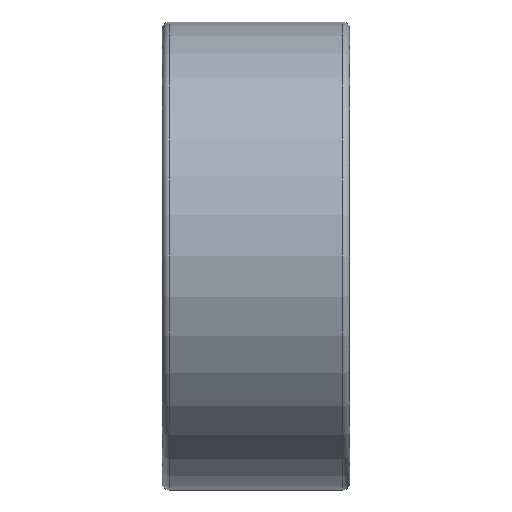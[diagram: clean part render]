
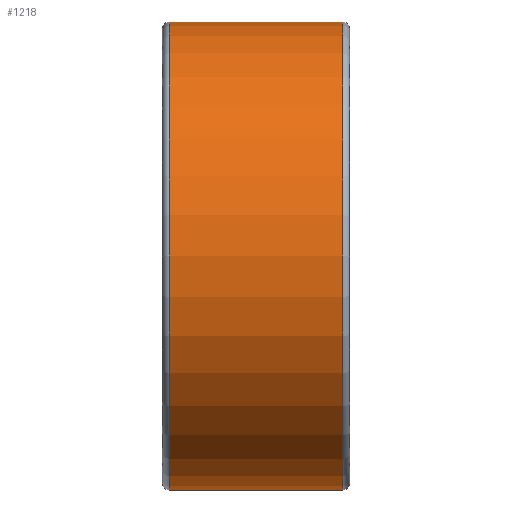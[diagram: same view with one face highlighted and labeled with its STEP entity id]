
A CAD part, front view. The second image highlights one B-rep face of the part: STEP entity #1218.
In plain terms, the highlighted cylindrical face has radius 5 mm (diameter 10 mm), a full revolution.
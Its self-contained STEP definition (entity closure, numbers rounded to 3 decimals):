
#154=CYLINDRICAL_SURFACE('',#1415,5.);
#174=FACE_OUTER_BOUND('',#237,.T.);
#237=EDGE_LOOP('',(#893,#894,#895,#896,#897,#898,#899,#900));
#324=LINE('',#2079,#348);
#348=VECTOR('',#1667,5.);
#392=CIRCLE('',#1411,5.);
#393=CIRCLE('',#1412,5.);
#394=CIRCLE('',#1413,5.);
#396=CIRCLE('',#1416,5.);
#397=CIRCLE('',#1417,5.);
#398=CIRCLE('',#1418,5.);
#518=VERTEX_POINT('',#2066);
#519=VERTEX_POINT('',#2067);
#520=VERTEX_POINT('',#2069);
#521=VERTEX_POINT('',#2074);
#522=VERTEX_POINT('',#2075);
#523=VERTEX_POINT('',#2077);
#677=EDGE_CURVE('',#518,#519,#392,.T.);
#678=EDGE_CURVE('',#520,#518,#393,.T.);
#679=EDGE_CURVE('',#519,#520,#394,.T.);
#681=EDGE_CURVE('',#521,#522,#396,.T.);
#682=EDGE_CURVE('',#523,#521,#397,.T.);
#683=EDGE_CURVE('',#523,#520,#324,.T.);
#684=EDGE_CURVE('',#522,#523,#398,.T.);
#893=ORIENTED_EDGE('',*,*,#681,.F.);
#894=ORIENTED_EDGE('',*,*,#682,.F.);
#895=ORIENTED_EDGE('',*,*,#683,.T.);
#896=ORIENTED_EDGE('',*,*,#678,.T.);
#897=ORIENTED_EDGE('',*,*,#677,.T.);
#898=ORIENTED_EDGE('',*,*,#679,.T.);
#899=ORIENTED_EDGE('',*,*,#683,.F.);
#900=ORIENTED_EDGE('',*,*,#684,.F.);
#1218=ADVANCED_FACE('',(#174),#154,.T.);
#1411=AXIS2_PLACEMENT_3D('',#2068,#1653,#1654);
#1412=AXIS2_PLACEMENT_3D('',#2070,#1655,#1656);
#1413=AXIS2_PLACEMENT_3D('',#2071,#1657,#1658);
#1415=AXIS2_PLACEMENT_3D('',#2073,#1661,#1662);
#1416=AXIS2_PLACEMENT_3D('',#2076,#1663,#1664);
#1417=AXIS2_PLACEMENT_3D('',#2078,#1665,#1666);
#1418=AXIS2_PLACEMENT_3D('',#2080,#1668,#1669);
#1653=DIRECTION('center_axis',(1.,0.,0.));
#1654=DIRECTION('ref_axis',(0.,1.,0.));
#1655=DIRECTION('center_axis',(1.,0.,0.));
#1656=DIRECTION('ref_axis',(0.,1.,0.));
#1657=DIRECTION('center_axis',(1.,0.,0.));
#1658=DIRECTION('ref_axis',(0.,1.,0.));
#1661=DIRECTION('center_axis',(1.,0.,0.));
#1662=DIRECTION('ref_axis',(0.,1.,0.));
#1663=DIRECTION('center_axis',(1.,0.,0.));
#1664=DIRECTION('ref_axis',(0.,1.,0.));
#1665=DIRECTION('center_axis',(1.,0.,0.));
#1666=DIRECTION('ref_axis',(0.,1.,0.));
#1667=DIRECTION('',(-1.,0.,0.));
#1668=DIRECTION('center_axis',(1.,0.,0.));
#1669=DIRECTION('ref_axis',(0.,1.,0.));
#2066=CARTESIAN_POINT('',(0.15,5.,0.));
#2067=CARTESIAN_POINT('',(0.15,0.,5.));
#2068=CARTESIAN_POINT('Origin',(0.15,0.,0.));
#2069=CARTESIAN_POINT('',(0.15,-5.,0.));
#2070=CARTESIAN_POINT('Origin',(0.15,0.,0.));
#2071=CARTESIAN_POINT('Origin',(0.15,0.,0.));
#2073=CARTESIAN_POINT('Origin',(2.,0.,0.));
#2074=CARTESIAN_POINT('',(3.85,5.,0.));
#2075=CARTESIAN_POINT('',(3.85,0.,5.));
#2076=CARTESIAN_POINT('Origin',(3.85,0.,0.));
#2077=CARTESIAN_POINT('',(3.85,-5.,0.));
#2078=CARTESIAN_POINT('Origin',(3.85,0.,0.));
#2079=CARTESIAN_POINT('',(2.,-5.,0.));
#2080=CARTESIAN_POINT('Origin',(3.85,0.,0.));
